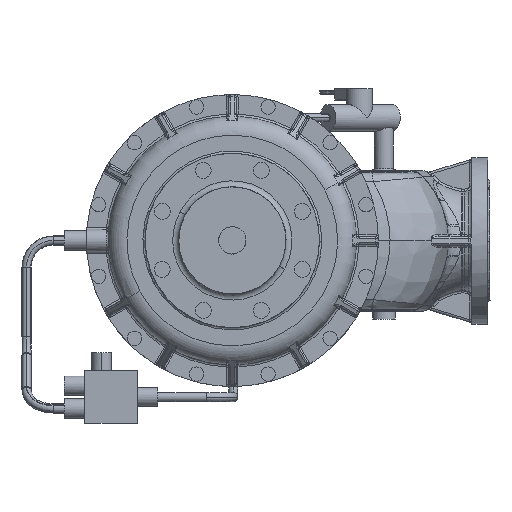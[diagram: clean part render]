
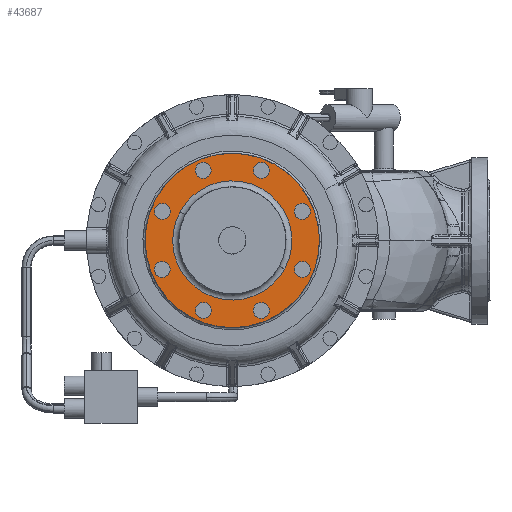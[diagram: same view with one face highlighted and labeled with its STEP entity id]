
A CAD part, top view. The second image highlights one B-rep face of the part: STEP entity #43687.
In plain terms, the highlighted planar face has unit normal (0, 0, 1).
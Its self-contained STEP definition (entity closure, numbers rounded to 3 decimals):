
#43340=AXIS2_PLACEMENT_3D('Circle Axis2P3D',#43338,#43339,$) ;
#43365=AXIS2_PLACEMENT_3D('Circle Axis2P3D',#43363,#43364,$) ;
#43519=AXIS2_PLACEMENT_3D('Plane Axis2P3D',#43516,#43517,#43518) ;
#43527=AXIS2_PLACEMENT_3D('Circle Axis2P3D',#43525,#43526,$) ;
#43536=AXIS2_PLACEMENT_3D('Circle Axis2P3D',#43534,#43535,$) ;
#43545=AXIS2_PLACEMENT_3D('Circle Axis2P3D',#43543,#43544,$) ;
#43554=AXIS2_PLACEMENT_3D('Circle Axis2P3D',#43552,#43553,$) ;
#43563=AXIS2_PLACEMENT_3D('Circle Axis2P3D',#43561,#43562,$) ;
#43572=AXIS2_PLACEMENT_3D('Circle Axis2P3D',#43570,#43571,$) ;
#43581=AXIS2_PLACEMENT_3D('Circle Axis2P3D',#43579,#43580,$) ;
#43590=AXIS2_PLACEMENT_3D('Circle Axis2P3D',#43588,#43589,$) ;
#43599=AXIS2_PLACEMENT_3D('Circle Axis2P3D',#43597,#43598,$) ;
#43608=AXIS2_PLACEMENT_3D('Circle Axis2P3D',#43606,#43607,$) ;
#43617=AXIS2_PLACEMENT_3D('Circle Axis2P3D',#43615,#43616,$) ;
#43626=AXIS2_PLACEMENT_3D('Circle Axis2P3D',#43624,#43625,$) ;
#43635=AXIS2_PLACEMENT_3D('Circle Axis2P3D',#43633,#43634,$) ;
#43644=AXIS2_PLACEMENT_3D('Circle Axis2P3D',#43642,#43643,$) ;
#43653=AXIS2_PLACEMENT_3D('Circle Axis2P3D',#43651,#43652,$) ;
#43662=AXIS2_PLACEMENT_3D('Circle Axis2P3D',#43660,#43661,$) ;
#43671=AXIS2_PLACEMENT_3D('Circle Axis2P3D',#43669,#43670,$) ;
#43680=AXIS2_PLACEMENT_3D('Circle Axis2P3D',#43678,#43679,$) ;
#43335=CARTESIAN_POINT('Vertex',(-20.322,4.812,512.45)) ;
#43338=CARTESIAN_POINT('Axis2P3D Location',(-121.244,59.946,512.45)) ;
#43342=CARTESIAN_POINT('Vertex',(-222.166,115.08,512.45)) ;
#43363=CARTESIAN_POINT('Axis2P3D Location',(-121.244,59.946,512.45)) ;
#43516=CARTESIAN_POINT('Axis2P3D Location',(-199.882,59.946,512.45)) ;
#43525=CARTESIAN_POINT('Axis2P3D Location',(-213.632,98.214,512.45)) ;
#43529=CARTESIAN_POINT('Vertex',(-203.132,98.214,512.45)) ;
#43531=CARTESIAN_POINT('Vertex',(-224.132,98.214,512.45)) ;
#43534=CARTESIAN_POINT('Axis2P3D Location',(-213.632,98.214,512.45)) ;
#43543=CARTESIAN_POINT('Axis2P3D Location',(-121.244,59.946,512.45)) ;
#43547=CARTESIAN_POINT('Vertex',(-52.232,22.245,512.45)) ;
#43549=CARTESIAN_POINT('Vertex',(-190.255,97.647,512.45)) ;
#43552=CARTESIAN_POINT('Axis2P3D Location',(-121.244,59.946,512.45)) ;
#43561=CARTESIAN_POINT('Axis2P3D Location',(-159.512,152.334,512.45)) ;
#43565=CARTESIAN_POINT('Vertex',(-166.937,159.758,512.45)) ;
#43567=CARTESIAN_POINT('Vertex',(-152.087,144.909,512.45)) ;
#43570=CARTESIAN_POINT('Axis2P3D Location',(-159.512,152.334,512.45)) ;
#43579=CARTESIAN_POINT('Axis2P3D Location',(-82.975,152.334,512.45)) ;
#43583=CARTESIAN_POINT('Vertex',(-82.975,162.834,512.45)) ;
#43585=CARTESIAN_POINT('Vertex',(-82.975,141.834,512.45)) ;
#43588=CARTESIAN_POINT('Axis2P3D Location',(-82.975,152.334,512.45)) ;
#43597=CARTESIAN_POINT('Axis2P3D Location',(-28.856,98.214,512.45)) ;
#43601=CARTESIAN_POINT('Vertex',(-21.431,105.639,512.45)) ;
#43603=CARTESIAN_POINT('Vertex',(-36.28,90.79,512.45)) ;
#43606=CARTESIAN_POINT('Axis2P3D Location',(-28.856,98.214,512.45)) ;
#43615=CARTESIAN_POINT('Axis2P3D Location',(-28.856,21.678,512.45)) ;
#43619=CARTESIAN_POINT('Vertex',(-18.356,21.678,512.45)) ;
#43621=CARTESIAN_POINT('Vertex',(-39.356,21.678,512.45)) ;
#43624=CARTESIAN_POINT('Axis2P3D Location',(-28.856,21.678,512.45)) ;
#43633=CARTESIAN_POINT('Axis2P3D Location',(-82.975,-32.442,512.45)) ;
#43637=CARTESIAN_POINT('Vertex',(-75.551,-39.867,512.45)) ;
#43639=CARTESIAN_POINT('Vertex',(-90.4,-25.017,512.45)) ;
#43642=CARTESIAN_POINT('Axis2P3D Location',(-82.975,-32.442,512.45)) ;
#43651=CARTESIAN_POINT('Axis2P3D Location',(-159.512,-32.442,512.45)) ;
#43655=CARTESIAN_POINT('Vertex',(-159.512,-42.942,512.45)) ;
#43657=CARTESIAN_POINT('Vertex',(-159.512,-21.942,512.45)) ;
#43660=CARTESIAN_POINT('Axis2P3D Location',(-159.512,-32.442,512.45)) ;
#43669=CARTESIAN_POINT('Axis2P3D Location',(-213.632,21.678,512.45)) ;
#43673=CARTESIAN_POINT('Vertex',(-221.056,14.253,512.45)) ;
#43675=CARTESIAN_POINT('Vertex',(-206.207,29.102,512.45)) ;
#43678=CARTESIAN_POINT('Axis2P3D Location',(-213.632,21.678,512.45)) ;
#43339=DIRECTION('Axis2P3D Direction',(0.,0.,-1.)) ;
#43364=DIRECTION('Axis2P3D Direction',(0.,0.,-1.)) ;
#43517=DIRECTION('Axis2P3D Direction',(0.,0.,-1.)) ;
#43518=DIRECTION('Axis2P3D XDirection',(0.,1.,0.)) ;
#43526=DIRECTION('Axis2P3D Direction',(0.,0.,-1.)) ;
#43535=DIRECTION('Axis2P3D Direction',(0.,0.,-1.)) ;
#43544=DIRECTION('Axis2P3D Direction',(0.,0.,-1.)) ;
#43553=DIRECTION('Axis2P3D Direction',(0.,0.,-1.)) ;
#43562=DIRECTION('Axis2P3D Direction',(0.,0.,-1.)) ;
#43571=DIRECTION('Axis2P3D Direction',(0.,0.,-1.)) ;
#43580=DIRECTION('Axis2P3D Direction',(0.,0.,-1.)) ;
#43589=DIRECTION('Axis2P3D Direction',(0.,0.,-1.)) ;
#43598=DIRECTION('Axis2P3D Direction',(0.,0.,-1.)) ;
#43607=DIRECTION('Axis2P3D Direction',(0.,0.,-1.)) ;
#43616=DIRECTION('Axis2P3D Direction',(0.,0.,-1.)) ;
#43625=DIRECTION('Axis2P3D Direction',(0.,0.,-1.)) ;
#43634=DIRECTION('Axis2P3D Direction',(0.,0.,-1.)) ;
#43643=DIRECTION('Axis2P3D Direction',(0.,0.,-1.)) ;
#43652=DIRECTION('Axis2P3D Direction',(0.,0.,-1.)) ;
#43661=DIRECTION('Axis2P3D Direction',(0.,0.,-1.)) ;
#43670=DIRECTION('Axis2P3D Direction',(0.,0.,-1.)) ;
#43679=DIRECTION('Axis2P3D Direction',(0.,0.,-1.)) ;
#43522=ORIENTED_EDGE('',*,*,#43367,.F.) ;
#43523=ORIENTED_EDGE('',*,*,#43344,.F.) ;
#43540=ORIENTED_EDGE('',*,*,#43533,.T.) ;
#43541=ORIENTED_EDGE('',*,*,#43538,.T.) ;
#43558=ORIENTED_EDGE('',*,*,#43551,.T.) ;
#43559=ORIENTED_EDGE('',*,*,#43556,.T.) ;
#43576=ORIENTED_EDGE('',*,*,#43569,.T.) ;
#43577=ORIENTED_EDGE('',*,*,#43574,.T.) ;
#43594=ORIENTED_EDGE('',*,*,#43587,.T.) ;
#43595=ORIENTED_EDGE('',*,*,#43592,.T.) ;
#43612=ORIENTED_EDGE('',*,*,#43605,.T.) ;
#43613=ORIENTED_EDGE('',*,*,#43610,.T.) ;
#43630=ORIENTED_EDGE('',*,*,#43623,.T.) ;
#43631=ORIENTED_EDGE('',*,*,#43628,.T.) ;
#43648=ORIENTED_EDGE('',*,*,#43641,.T.) ;
#43649=ORIENTED_EDGE('',*,*,#43646,.T.) ;
#43666=ORIENTED_EDGE('',*,*,#43659,.T.) ;
#43667=ORIENTED_EDGE('',*,*,#43664,.T.) ;
#43684=ORIENTED_EDGE('',*,*,#43677,.T.) ;
#43685=ORIENTED_EDGE('',*,*,#43682,.T.) ;
#43542=FACE_BOUND('',#43539,.T.) ;
#43560=FACE_BOUND('',#43557,.T.) ;
#43578=FACE_BOUND('',#43575,.T.) ;
#43596=FACE_BOUND('',#43593,.T.) ;
#43614=FACE_BOUND('',#43611,.T.) ;
#43632=FACE_BOUND('',#43629,.T.) ;
#43650=FACE_BOUND('',#43647,.T.) ;
#43668=FACE_BOUND('',#43665,.T.) ;
#43686=FACE_BOUND('',#43683,.T.) ;
#43687=ADVANCED_FACE('Hauptk\X2\00F6\X0\rper',(#43524,#43542,#43560,#43578,#43596,#43614,#43632,#43650,#43668,#43686),#43520,.F.) ;
#43341=CIRCLE('generated circle',#43340,115.) ;
#43366=CIRCLE('generated circle',#43365,115.) ;
#43528=CIRCLE('generated circle',#43527,10.5) ;
#43537=CIRCLE('generated circle',#43536,10.5) ;
#43546=CIRCLE('generated circle',#43545,78.639) ;
#43555=CIRCLE('generated circle',#43554,78.639) ;
#43564=CIRCLE('generated circle',#43563,10.5) ;
#43573=CIRCLE('generated circle',#43572,10.5) ;
#43582=CIRCLE('generated circle',#43581,10.5) ;
#43591=CIRCLE('generated circle',#43590,10.5) ;
#43600=CIRCLE('generated circle',#43599,10.5) ;
#43609=CIRCLE('generated circle',#43608,10.5) ;
#43618=CIRCLE('generated circle',#43617,10.5) ;
#43627=CIRCLE('generated circle',#43626,10.5) ;
#43636=CIRCLE('generated circle',#43635,10.5) ;
#43645=CIRCLE('generated circle',#43644,10.5) ;
#43654=CIRCLE('generated circle',#43653,10.5) ;
#43663=CIRCLE('generated circle',#43662,10.5) ;
#43672=CIRCLE('generated circle',#43671,10.5) ;
#43681=CIRCLE('generated circle',#43680,10.5) ;
#43344=EDGE_CURVE('',#43336,#43343,#43341,.T.) ;
#43367=EDGE_CURVE('',#43343,#43336,#43366,.T.) ;
#43533=EDGE_CURVE('',#43530,#43532,#43528,.T.) ;
#43538=EDGE_CURVE('',#43532,#43530,#43537,.T.) ;
#43551=EDGE_CURVE('',#43548,#43550,#43546,.T.) ;
#43556=EDGE_CURVE('',#43550,#43548,#43555,.T.) ;
#43569=EDGE_CURVE('',#43566,#43568,#43564,.T.) ;
#43574=EDGE_CURVE('',#43568,#43566,#43573,.T.) ;
#43587=EDGE_CURVE('',#43584,#43586,#43582,.T.) ;
#43592=EDGE_CURVE('',#43586,#43584,#43591,.T.) ;
#43605=EDGE_CURVE('',#43602,#43604,#43600,.T.) ;
#43610=EDGE_CURVE('',#43604,#43602,#43609,.T.) ;
#43623=EDGE_CURVE('',#43620,#43622,#43618,.T.) ;
#43628=EDGE_CURVE('',#43622,#43620,#43627,.T.) ;
#43641=EDGE_CURVE('',#43638,#43640,#43636,.T.) ;
#43646=EDGE_CURVE('',#43640,#43638,#43645,.T.) ;
#43659=EDGE_CURVE('',#43656,#43658,#43654,.T.) ;
#43664=EDGE_CURVE('',#43658,#43656,#43663,.T.) ;
#43677=EDGE_CURVE('',#43674,#43676,#43672,.T.) ;
#43682=EDGE_CURVE('',#43676,#43674,#43681,.T.) ;
#43521=EDGE_LOOP('',(#43522,#43523)) ;
#43539=EDGE_LOOP('',(#43540,#43541)) ;
#43557=EDGE_LOOP('',(#43558,#43559)) ;
#43575=EDGE_LOOP('',(#43576,#43577)) ;
#43593=EDGE_LOOP('',(#43594,#43595)) ;
#43611=EDGE_LOOP('',(#43612,#43613)) ;
#43629=EDGE_LOOP('',(#43630,#43631)) ;
#43647=EDGE_LOOP('',(#43648,#43649)) ;
#43665=EDGE_LOOP('',(#43666,#43667)) ;
#43683=EDGE_LOOP('',(#43684,#43685)) ;
#43524=FACE_OUTER_BOUND('',#43521,.T.) ;
#43520=PLANE('Plane',#43519) ;
#43336=VERTEX_POINT('',#43335) ;
#43343=VERTEX_POINT('',#43342) ;
#43530=VERTEX_POINT('',#43529) ;
#43532=VERTEX_POINT('',#43531) ;
#43548=VERTEX_POINT('',#43547) ;
#43550=VERTEX_POINT('',#43549) ;
#43566=VERTEX_POINT('',#43565) ;
#43568=VERTEX_POINT('',#43567) ;
#43584=VERTEX_POINT('',#43583) ;
#43586=VERTEX_POINT('',#43585) ;
#43602=VERTEX_POINT('',#43601) ;
#43604=VERTEX_POINT('',#43603) ;
#43620=VERTEX_POINT('',#43619) ;
#43622=VERTEX_POINT('',#43621) ;
#43638=VERTEX_POINT('',#43637) ;
#43640=VERTEX_POINT('',#43639) ;
#43656=VERTEX_POINT('',#43655) ;
#43658=VERTEX_POINT('',#43657) ;
#43674=VERTEX_POINT('',#43673) ;
#43676=VERTEX_POINT('',#43675) ;
